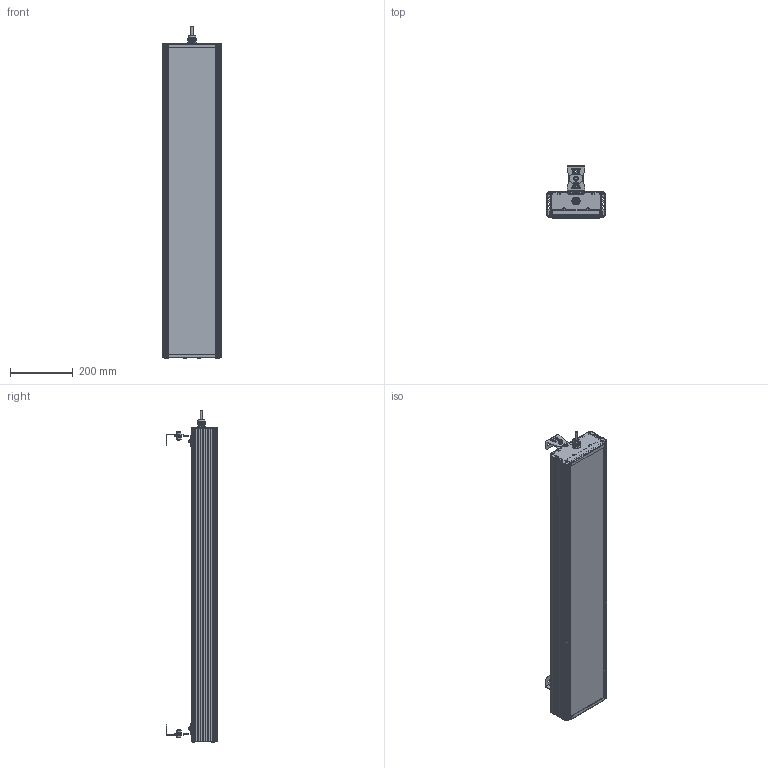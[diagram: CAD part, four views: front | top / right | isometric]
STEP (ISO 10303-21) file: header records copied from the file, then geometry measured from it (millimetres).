
FILE_DESCRIPTION(('STEP AP242'), '1');
FILE_NAME('001.0079.39.000 - ÃÑÏ-Ýêñòðà-200', '2023-10-24T05:24:06', ('Ëóêîíèí'), ('ÎÊÁ Ñâîé Ñòèëü'), 'C3D Converter', 'C3D Toolkit', '');
FILE_SCHEMA(('AP242_MANAGED_MODEL_BASED_3D_ENGINEERING_MIM_LF { 1 0 10303 442 1 1 4 }'));
Length unit declared in the file: millimetre
Products named in the file (32): 001.0079.39.000; 001.0065.01.000
Assembly tree (74 placements, depth 4):
  001.0079.39.000
    (unnamed)
      (unnamed)
      (unnamed)
      (unnamed)
      (unnamed)  x6
      (unnamed)  x6
      (unnamed)
      (unnamed)
      (unnamed)
      (unnamed)
        (unnamed)
      (unnamed)  x20
        (unnamed)
        (unnamed)
        (unnamed)
        (unnamed)
        (unnamed)
        (unnamed)
        (unnamed)
        (unnamed)
        (unnamed)
    001.0065.01.000  x2
      (unnamed)
      (unnamed)
      (unnamed)
      (unnamed)
      (unnamed)
      (unnamed)
      (unnamed)
      (unnamed)
      (unnamed)
Bounding box: 187.37 x 164.65 x 1056.43 mm (x, y, z)
Volume: 2966833.1 mm3; surface area: 2304434.3 mm2
Topology: 680 solids, 680 shells, 7362 faces, 17439 edges, 11639 vertices
Faces by surface type: plane 5032, cylinder 2028, cone 178, bspline 93, sphere 20, torus 11
Full cylindrical faces by diameter (mm): 1 x20, 2 x40, 2.5 x80, 2.8 x500, 3.2 x20, 3.5 x100, 4 x12, 6 x4, 6.375 x2, 8 x16, 8.5 x8, 12 x3, 12.5 x1, 13.333 x2, 16 x5, 18.5 x3, 20 x1, 23.5 x1
Entity records: 95175 total; most frequent: CARTESIAN_POINT 41760, ORIENTED_EDGE 9872, DIRECTION 9082, EDGE_CURVE 4936, VERTEX_POINT 3374, AXIS2_PLACEMENT_3D 3065, LINE 2952, VECTOR 2952
